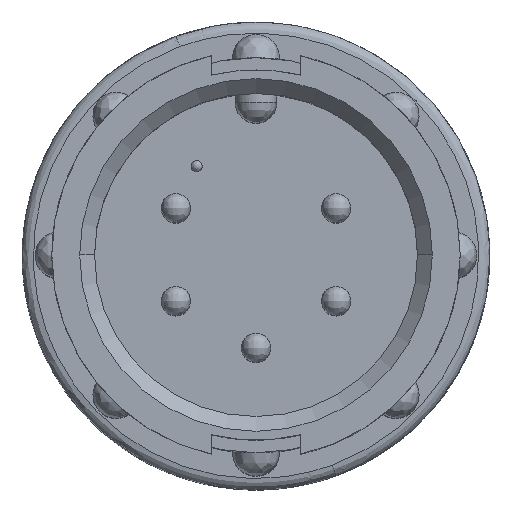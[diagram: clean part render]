
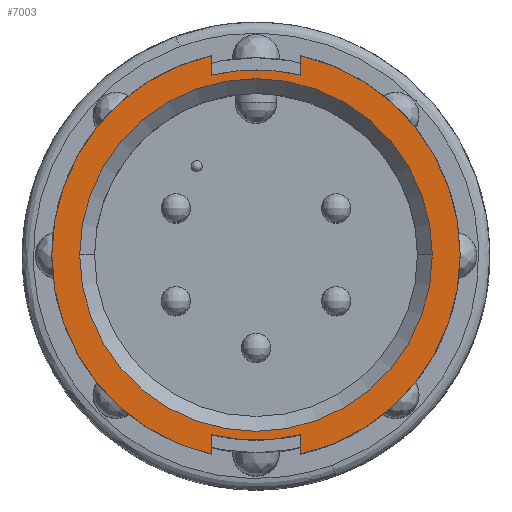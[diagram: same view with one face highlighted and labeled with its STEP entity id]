
A CAD part, top view. The second image highlights one B-rep face of the part: STEP entity #7003.
In plain terms, the highlighted planar face has unit normal (0, 0, 1).
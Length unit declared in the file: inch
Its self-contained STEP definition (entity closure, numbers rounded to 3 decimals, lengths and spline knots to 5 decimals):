
#189 = DIRECTION ( 'NONE',  ( 0., -1., 0. ) ) ;
#269 = CARTESIAN_POINT ( 'NONE',  ( 0.275, 0., 0. ) ) ;
#332 = LINE ( 'NONE', #2148, #4355 ) ;
#458 = CARTESIAN_POINT ( 'NONE',  ( 0.2375, 0., 0. ) ) ;
#469 = EDGE_CURVE ( 'NONE', #9247, #1747, #6699, .T. ) ;
#560 = ORIENTED_EDGE ( 'NONE', *, *, #469, .F. ) ;
#935 = DIRECTION ( 'NONE',  ( 0., 0., -1. ) ) ;
#982 = CIRCLE ( 'NONE', #10147, 0.275 ) ;
#1389 = EDGE_LOOP ( 'NONE', ( #560, #8978, #9121, #5888, #9324, #6599, #8480, #3245, #10406 ) ) ;
#1452 = CIRCLE ( 'NONE', #9862, 0.275 ) ;
#1491 = DIRECTION ( 'NONE',  ( 0., 0., -1. ) ) ;
#1544 = EDGE_CURVE ( 'NONE', #8968, #5772, #9678, .T. ) ;
#1747 = VERTEX_POINT ( 'NONE', #9400 ) ;
#1851 = LINE ( 'NONE', #7417, #7523 ) ;
#1885 = EDGE_CURVE ( 'NONE', #4227, #2782, #4059, .T. ) ;
#1892 = CARTESIAN_POINT ( 'NONE',  ( -0.2375, 0., 0. ) ) ;
#1975 = VECTOR ( 'NONE', #8073, 39.37008 ) ;
#2148 = CARTESIAN_POINT ( 'NONE',  ( 0.06, 0.26837, 0. ) ) ;
#2184 = DIRECTION ( 'NONE',  ( 0., -1., 0. ) ) ;
#2756 = DIRECTION ( 'NONE',  ( 0., 0., -1. ) ) ;
#2782 = VERTEX_POINT ( 'NONE', #6338 ) ;
#3085 = CARTESIAN_POINT ( 'NONE',  ( 0., 0., 0. ) ) ;
#3162 = EDGE_CURVE ( 'NONE', #7553, #4283, #1452, .T. ) ;
#3245 = ORIENTED_EDGE ( 'NONE', *, *, #9066, .T. ) ;
#3331 = DIRECTION ( 'NONE',  ( 1., 0., 0. ) ) ;
#3389 = AXIS2_PLACEMENT_3D ( 'NONE', #3085, #1491, #3862 ) ;
#3767 = EDGE_LOOP ( 'NONE', ( #9428, #4109 ) ) ;
#3862 = DIRECTION ( 'NONE',  ( 1., 0., 0. ) ) ;
#3888 = DIRECTION ( 'NONE',  ( 0., 0., -1. ) ) ;
#3949 = PLANE ( 'NONE',  #9381 ) ;
#4013 = EDGE_CURVE ( 'NONE', #5772, #8968, #4569, .T. ) ;
#4059 = CIRCLE ( 'NONE', #5009, 0.2495 ) ;
#4102 = DIRECTION ( 'NONE',  ( 1., 0., 0. ) ) ;
#4109 = ORIENTED_EDGE ( 'NONE', *, *, #4013, .F. ) ;
#4112 = LINE ( 'NONE', #4847, #1975 ) ;
#4136 = CARTESIAN_POINT ( 'NONE',  ( 0., 0., 0. ) ) ;
#4156 = EDGE_CURVE ( 'NONE', #4251, #7553, #8356, .T. ) ;
#4227 = VERTEX_POINT ( 'NONE', #8586 ) ;
#4251 = VERTEX_POINT ( 'NONE', #9379 ) ;
#4278 = EDGE_CURVE ( 'NONE', #1747, #7145, #10311, .T. ) ;
#4283 = VERTEX_POINT ( 'NONE', #4298 ) ;
#4298 = CARTESIAN_POINT ( 'NONE',  ( 0.06, -0.26837, 0. ) ) ;
#4355 = VECTOR ( 'NONE', #2184, 39.37008 ) ;
#4460 = AXIS2_PLACEMENT_3D ( 'NONE', #8706, #5804, #4102 ) ;
#4569 = CIRCLE ( 'NONE', #7376, 0.2375 ) ;
#4598 = CARTESIAN_POINT ( 'NONE',  ( 0., 0., 0. ) ) ;
#4676 = CARTESIAN_POINT ( 'NONE',  ( 0., 0., 0. ) ) ;
#4847 = CARTESIAN_POINT ( 'NONE',  ( 0.06, 0.2375, 0. ) ) ;
#5009 = AXIS2_PLACEMENT_3D ( 'NONE', #4676, #3888, #9574 ) ;
#5375 = FACE_OUTER_BOUND ( 'NONE', #1389, .T. ) ;
#5748 = AXIS2_PLACEMENT_3D ( 'NONE', #4136, #6527, #3331 ) ;
#5772 = VERTEX_POINT ( 'NONE', #1892 ) ;
#5804 = DIRECTION ( 'NONE',  ( 0., 0., -1. ) ) ;
#5834 = DIRECTION ( 'NONE',  ( 1., 0., 0. ) ) ;
#5866 = DIRECTION ( 'NONE',  ( 0., 0., 1. ) ) ;
#5888 = ORIENTED_EDGE ( 'NONE', *, *, #1885, .F. ) ;
#5943 = CARTESIAN_POINT ( 'NONE',  ( 0., 0., 0. ) ) ;
#6338 = CARTESIAN_POINT ( 'NONE',  ( -0.06, -0.24218, 0. ) ) ;
#6410 = CARTESIAN_POINT ( 'NONE',  ( 0., 0., 0. ) ) ;
#6456 = VECTOR ( 'NONE', #6555, 39.37008 ) ;
#6483 = DIRECTION ( 'NONE',  ( 0., 0., -1. ) ) ;
#6527 = DIRECTION ( 'NONE',  ( 0., 0., 1. ) ) ;
#6555 = DIRECTION ( 'NONE',  ( 0., -1., 0. ) ) ;
#6599 = ORIENTED_EDGE ( 'NONE', *, *, #3162, .F. ) ;
#6699 = LINE ( 'NONE', #7466, #6456 ) ;
#7003 = ADVANCED_FACE ( 'NONE', ( #5375, #9980 ), #3949, .F. ) ;
#7011 = DIRECTION ( 'NONE',  ( 1., 0., 0. ) ) ;
#7024 = VERTEX_POINT ( 'NONE', #9239 ) ;
#7145 = VERTEX_POINT ( 'NONE', #10015 ) ;
#7376 = AXIS2_PLACEMENT_3D ( 'NONE', #4598, #5866, #7011 ) ;
#7417 = CARTESIAN_POINT ( 'NONE',  ( -0.06, 0.2375, 0. ) ) ;
#7466 = CARTESIAN_POINT ( 'NONE',  ( -0.06, 0.2375, 0. ) ) ;
#7523 = VECTOR ( 'NONE', #189, 39.37008 ) ;
#7553 = VERTEX_POINT ( 'NONE', #269 ) ;
#7588 = DIRECTION ( 'NONE',  ( 1., 0., 0. ) ) ;
#8073 = DIRECTION ( 'NONE',  ( 0., 1., 0. ) ) ;
#8291 = EDGE_CURVE ( 'NONE', #7024, #9247, #982, .T. ) ;
#8356 = CIRCLE ( 'NONE', #3389, 0.275 ) ;
#8410 = CARTESIAN_POINT ( 'NONE',  ( 0., 0.2375, 0. ) ) ;
#8480 = ORIENTED_EDGE ( 'NONE', *, *, #4156, .F. ) ;
#8586 = CARTESIAN_POINT ( 'NONE',  ( 0.06, -0.24218, 0. ) ) ;
#8706 = CARTESIAN_POINT ( 'NONE',  ( 0., 0., 0. ) ) ;
#8968 = VERTEX_POINT ( 'NONE', #458 ) ;
#8978 = ORIENTED_EDGE ( 'NONE', *, *, #8291, .F. ) ;
#9066 = EDGE_CURVE ( 'NONE', #4251, #7145, #332, .T. ) ;
#9121 = ORIENTED_EDGE ( 'NONE', *, *, #10159, .F. ) ;
#9151 = DIRECTION ( 'NONE',  ( -1., 0., 0. ) ) ;
#9239 = CARTESIAN_POINT ( 'NONE',  ( -0.06, -0.26837, 0. ) ) ;
#9242 = EDGE_CURVE ( 'NONE', #4283, #4227, #4112, .T. ) ;
#9247 = VERTEX_POINT ( 'NONE', #9773 ) ;
#9324 = ORIENTED_EDGE ( 'NONE', *, *, #9242, .F. ) ;
#9379 = CARTESIAN_POINT ( 'NONE',  ( 0.06, 0.26837, 0. ) ) ;
#9381 = AXIS2_PLACEMENT_3D ( 'NONE', #8410, #6483, #9151 ) ;
#9400 = CARTESIAN_POINT ( 'NONE',  ( -0.06, 0.24218, 0. ) ) ;
#9428 = ORIENTED_EDGE ( 'NONE', *, *, #1544, .F. ) ;
#9574 = DIRECTION ( 'NONE',  ( 1., 0., 0. ) ) ;
#9678 = CIRCLE ( 'NONE', #5748, 0.2375 ) ;
#9773 = CARTESIAN_POINT ( 'NONE',  ( -0.06, 0.26837, 0. ) ) ;
#9862 = AXIS2_PLACEMENT_3D ( 'NONE', #6410, #935, #5834 ) ;
#9980 = FACE_BOUND ( 'NONE', #3767, .T. ) ;
#10015 = CARTESIAN_POINT ( 'NONE',  ( 0.06, 0.24218, 0. ) ) ;
#10147 = AXIS2_PLACEMENT_3D ( 'NONE', #5943, #2756, #7588 ) ;
#10159 = EDGE_CURVE ( 'NONE', #2782, #7024, #1851, .T. ) ;
#10311 = CIRCLE ( 'NONE', #4460, 0.2495 ) ;
#10406 = ORIENTED_EDGE ( 'NONE', *, *, #4278, .F. ) ;
